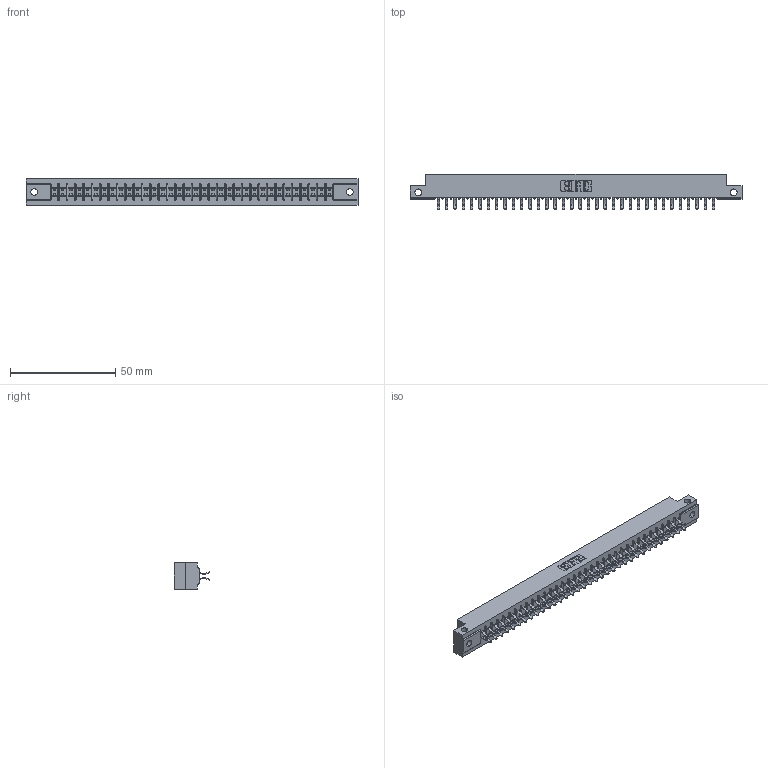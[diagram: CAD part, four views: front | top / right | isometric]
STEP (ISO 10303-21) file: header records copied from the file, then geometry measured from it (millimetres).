
FILE_DESCRIPTION (( 'STEP AP203' ), '1' );
FILE_NAME ('315-068-556-212.STEP', '2020-09-20T03:47:59', ( '' ), ( '' ), 'SwSTEP 2.0', 'SolidWorks 2020', '' );
FILE_SCHEMA (( 'CONFIG_CONTROL_DESIGN' ));
Length unit declared in the file: inch
Products named in the file (3): 315-068-556-212; 305-290-001_556; 305 Part_.128 Dia
Assembly tree (69 placements, depth 2):
  315-068-556-212
    305 Part_.128 Dia
    305-290-001_556  x68
Bounding box: 157.73 x 16.64 x 12.7 mm (x, y, z)
Volume: 16198.3 mm3; surface area: 20520.1 mm2
Topology: 69 solids, 69 shells, 3936 faces, 11334 edges, 7368 vertices
Faces by surface type: plane 2176, cylinder 1624, sphere 136
Entity records: 38415 total; most frequent: CARTESIAN_POINT 6408, ORIENTED_EDGE 6316, DIRECTION 6148, EDGE_CURVE 3158, LINE 2524, VECTOR 2524, VERTEX_POINT 2008, AXIS2_PLACEMENT_3D 1812
